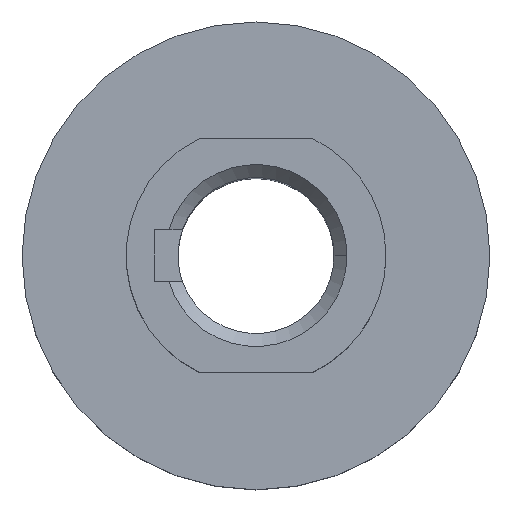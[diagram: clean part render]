
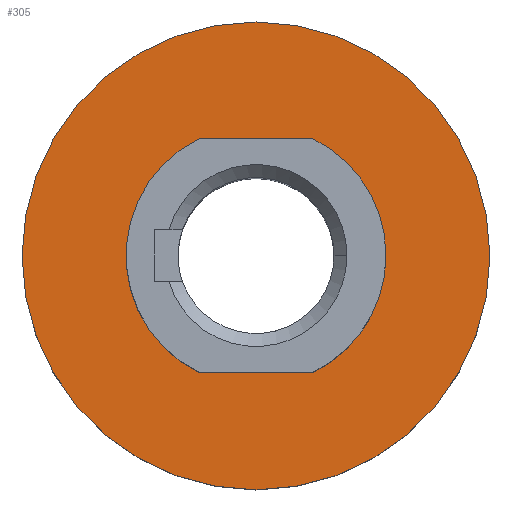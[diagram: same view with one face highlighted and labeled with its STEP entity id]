
A CAD part, top view. The second image highlights one B-rep face of the part: STEP entity #305.
In plain terms, the highlighted planar face has unit normal (0, 0, 1).
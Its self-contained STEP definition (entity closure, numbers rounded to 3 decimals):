
#38 = CARTESIAN_POINT ( 'NONE',  ( -18., -9., 9. ) ) ;
#46 = AXIS2_PLACEMENT_3D ( 'NONE', #57, #819, #608 ) ;
#57 = CARTESIAN_POINT ( 'NONE',  ( 0., 0., 9. ) ) ;
#76 = VERTEX_POINT ( 'NONE', #900 ) ;
#78 = AXIS2_PLACEMENT_3D ( 'NONE', #599, #891, #753 ) ;
#98 = EDGE_LOOP ( 'NONE', ( #824, #241 ) ) ;
#109 = DIRECTION ( 'NONE',  ( 1., 0., 0. ) ) ;
#162 = LINE ( 'NONE', #676, #629 ) ;
#181 = CIRCLE ( 'NONE', #78, 18. ) ;
#217 = CARTESIAN_POINT ( 'NONE',  ( 4.359, 9., 9. ) ) ;
#232 = CARTESIAN_POINT ( 'NONE',  ( 4.359, -9., 9. ) ) ;
#241 = ORIENTED_EDGE ( 'NONE', *, *, #598, .T. ) ;
#243 = DIRECTION ( 'NONE',  ( 1., 0., 0. ) ) ;
#245 = CARTESIAN_POINT ( 'NONE',  ( 0., 18., 9. ) ) ;
#254 = CARTESIAN_POINT ( 'NONE',  ( -18., 0., 9. ) ) ;
#260 = VERTEX_POINT ( 'NONE', #855 ) ;
#262 = AXIS2_PLACEMENT_3D ( 'NONE', #715, #582, #782 ) ;
#267 = CIRCLE ( 'NONE', #46, 10. ) ;
#277 = AXIS2_PLACEMENT_3D ( 'NONE', #783, #645, #243 ) ;
#285 = EDGE_CURVE ( 'NONE', #76, #740, #426, .T. ) ;
#286 = CARTESIAN_POINT ( 'NONE',  ( 18., 0., 9. ) ) ;
#298 = EDGE_CURVE ( 'NONE', #260, #853, #341, .T. ) ;
#301 = VERTEX_POINT ( 'NONE', #232 ) ;
#305 = ADVANCED_FACE ( 'NONE', ( #826, #497 ), #712, .F. ) ;
#320 = ORIENTED_EDGE ( 'NONE', *, *, #298, .F. ) ;
#341 = CIRCLE ( 'NONE', #277, 10. ) ;
#399 = VERTEX_POINT ( 'NONE', #254 ) ;
#415 = EDGE_CURVE ( 'NONE', #740, #301, #651, .T. ) ;
#426 = CIRCLE ( 'NONE', #262, 10. ) ;
#459 = EDGE_CURVE ( 'NONE', #301, #260, #267, .T. ) ;
#473 = VECTOR ( 'NONE', #109, 1000. ) ;
#475 = EDGE_CURVE ( 'NONE', #857, #399, #181, .T. ) ;
#497 = FACE_OUTER_BOUND ( 'NONE', #98, .T. ) ;
#546 = CARTESIAN_POINT ( 'NONE',  ( 0., 0., 9. ) ) ;
#567 = ORIENTED_EDGE ( 'NONE', *, *, #285, .F. ) ;
#574 = DIRECTION ( 'NONE',  ( 0., 0., -1. ) ) ;
#581 = AXIS2_PLACEMENT_3D ( 'NONE', #546, #612, #828 ) ;
#582 = DIRECTION ( 'NONE',  ( 0., 0., 1. ) ) ;
#590 = EDGE_LOOP ( 'NONE', ( #806, #699, #567, #787, #320 ) ) ;
#598 = EDGE_CURVE ( 'NONE', #399, #857, #603, .T. ) ;
#599 = CARTESIAN_POINT ( 'NONE',  ( 0., 0., 9. ) ) ;
#603 = CIRCLE ( 'NONE', #581, 18. ) ;
#607 = DIRECTION ( 'NONE',  ( 1., 0., 0. ) ) ;
#608 = DIRECTION ( 'NONE',  ( 1., 0., 0. ) ) ;
#612 = DIRECTION ( 'NONE',  ( 0., 0., 1. ) ) ;
#629 = VECTOR ( 'NONE', #607, 1000. ) ;
#645 = DIRECTION ( 'NONE',  ( 0., 0., 1. ) ) ;
#651 = LINE ( 'NONE', #38, #473 ) ;
#676 = CARTESIAN_POINT ( 'NONE',  ( -18., 9., 9. ) ) ;
#699 = ORIENTED_EDGE ( 'NONE', *, *, #415, .F. ) ;
#708 = EDGE_CURVE ( 'NONE', #76, #853, #162, .T. ) ;
#712 = PLANE ( 'NONE',  #722 ) ;
#715 = CARTESIAN_POINT ( 'NONE',  ( 0., 0., 9. ) ) ;
#722 = AXIS2_PLACEMENT_3D ( 'NONE', #245, #574, #725 ) ;
#725 = DIRECTION ( 'NONE',  ( -1., 0., 0. ) ) ;
#740 = VERTEX_POINT ( 'NONE', #745 ) ;
#745 = CARTESIAN_POINT ( 'NONE',  ( -4.359, -9., 9. ) ) ;
#753 = DIRECTION ( 'NONE',  ( 1., 0., 0. ) ) ;
#782 = DIRECTION ( 'NONE',  ( 1., 0., 0. ) ) ;
#783 = CARTESIAN_POINT ( 'NONE',  ( 0., 0., 9. ) ) ;
#787 = ORIENTED_EDGE ( 'NONE', *, *, #708, .T. ) ;
#806 = ORIENTED_EDGE ( 'NONE', *, *, #459, .F. ) ;
#819 = DIRECTION ( 'NONE',  ( 0., 0., 1. ) ) ;
#824 = ORIENTED_EDGE ( 'NONE', *, *, #475, .T. ) ;
#826 = FACE_BOUND ( 'NONE', #590, .T. ) ;
#828 = DIRECTION ( 'NONE',  ( 1., 0., 0. ) ) ;
#853 = VERTEX_POINT ( 'NONE', #217 ) ;
#855 = CARTESIAN_POINT ( 'NONE',  ( 10., 0., 9. ) ) ;
#857 = VERTEX_POINT ( 'NONE', #286 ) ;
#891 = DIRECTION ( 'NONE',  ( 0., 0., 1. ) ) ;
#900 = CARTESIAN_POINT ( 'NONE',  ( -4.359, 9., 9. ) ) ;
